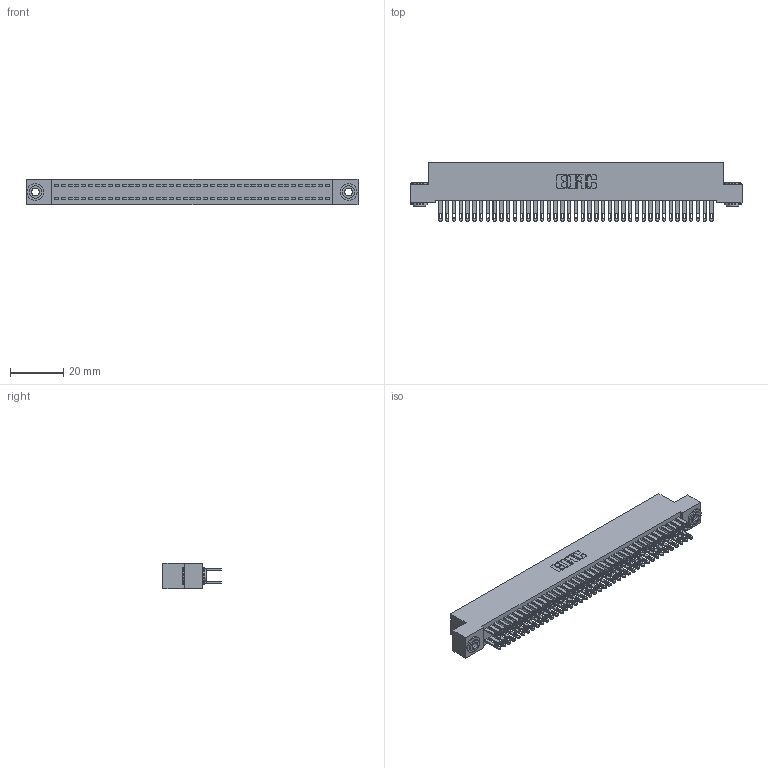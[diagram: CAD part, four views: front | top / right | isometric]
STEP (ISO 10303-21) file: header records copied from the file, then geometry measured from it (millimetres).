
FILE_DESCRIPTION (( 'STEP AP203' ), '1' );
FILE_NAME ('342-082-500-203.STEP', '2018-08-13T15:47:51', ( '' ), ( '' ), 'SwSTEP 2.0', 'SolidWorks 2016', '' );
FILE_SCHEMA (( 'CONFIG_CONTROL_DESIGN' ));
Length unit declared in the file: inch
Products named in the file (4): 342 Part_.156 TH; 345-292-001_345-293-100; 342-250-002_345-250-002-102; 342-082-500-203
Assembly tree (85 placements, depth 2):
  342-082-500-203
    342 Part_.156 TH
    345-292-001_345-293-100  x82
    342-250-002_345-250-002-102  x2
Bounding box: 124.46 x 21.85 x 9.4 mm (x, y, z)
Volume: 11451.4 mm3; surface area: 19614.5 mm2
Topology: 85 solids, 85 shells, 4084 faces, 12429 edges, 8282 vertices
Faces by surface type: plane 2536, cylinder 1540, cone 8
Entity records: 26954 total; most frequent: CARTESIAN_POINT 4441, ORIENTED_EDGE 4370, DIRECTION 3831, EDGE_CURVE 2185, LINE 2029, VECTOR 2029, VERTEX_POINT 1454, AXIS2_PLACEMENT_3D 901
